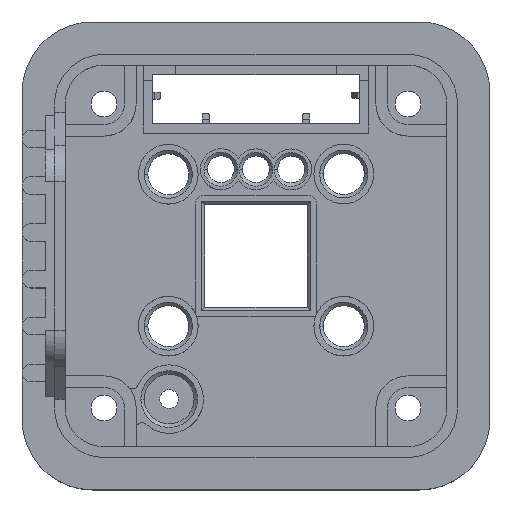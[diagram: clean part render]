
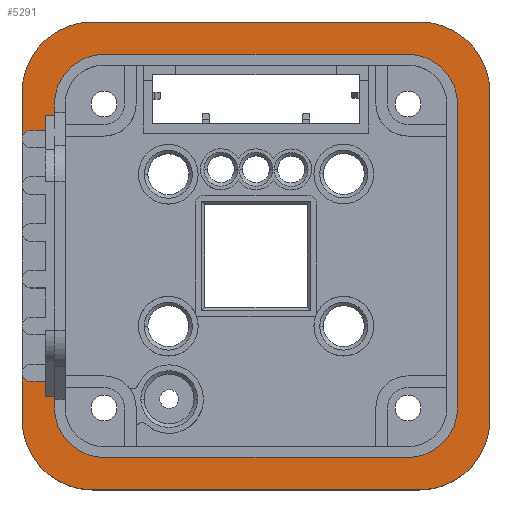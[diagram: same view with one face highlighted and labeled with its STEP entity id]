
A CAD part, top view. The second image highlights one B-rep face of the part: STEP entity #5291.
In plain terms, the highlighted planar face has unit normal (0, 0, 1).
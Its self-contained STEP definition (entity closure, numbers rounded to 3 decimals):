
#145=DIRECTION('',(0.,1.,0.));
#146=VECTOR('',#145,1.25);
#147=CARTESIAN_POINT('',(-18.,10.75,-9.6));
#148=LINE('',#147,#146);
#191=DIRECTION('',(1.,0.,0.));
#192=VECTOR('',#191,1.25);
#193=CARTESIAN_POINT('',(-19.25,10.75,-9.6));
#194=LINE('',#193,#192);
#203=CARTESIAN_POINT('',(-19.25,10.,-9.6));
#204=DIRECTION('',(0.,0.,1.));
#205=DIRECTION('',(0.,1.,0.));
#206=AXIS2_PLACEMENT_3D('',#203,#204,#205);
#208=CARTESIAN_POINT('',(-14.,14.,-9.6));
#209=DIRECTION('',(0.,0.,-1.));
#210=DIRECTION('',(-1.,0.,0.));
#211=AXIS2_PLACEMENT_3D('',#208,#209,#210);
#213=CARTESIAN_POINT('',(14.,14.,-9.6));
#214=DIRECTION('',(0.,0.,-1.));
#215=DIRECTION('',(0.,1.,0.));
#216=AXIS2_PLACEMENT_3D('',#213,#214,#215);
#218=CARTESIAN_POINT('',(14.,-14.,-9.6));
#219=DIRECTION('',(0.,0.,-1.));
#220=DIRECTION('',(1.,0.,0.));
#221=AXIS2_PLACEMENT_3D('',#218,#219,#220);
#223=CARTESIAN_POINT('',(-14.,-14.,-9.6));
#224=DIRECTION('',(0.,0.,-1.));
#225=DIRECTION('',(0.,-1.,0.));
#226=AXIS2_PLACEMENT_3D('',#223,#224,#225);
#228=CARTESIAN_POINT('',(-19.25,-10.,-9.6));
#229=DIRECTION('',(0.,0.,1.));
#230=DIRECTION('',(-1.,0.,0.));
#231=AXIS2_PLACEMENT_3D('',#228,#229,#230);
#233=CARTESIAN_POINT('',(-13.,-13.,-9.6));
#234=DIRECTION('',(0.,0.,1.));
#235=DIRECTION('',(-1.,0.,0.));
#236=AXIS2_PLACEMENT_3D('',#233,#234,#235);
#238=CARTESIAN_POINT('',(13.,-13.,-9.6));
#239=DIRECTION('',(0.,0.,1.));
#240=DIRECTION('',(0.,-1.,0.));
#241=AXIS2_PLACEMENT_3D('',#238,#239,#240);
#243=CARTESIAN_POINT('',(13.,13.,-9.6));
#244=DIRECTION('',(0.,0.,1.));
#245=DIRECTION('',(1.,0.,0.));
#246=AXIS2_PLACEMENT_3D('',#243,#244,#245);
#248=CARTESIAN_POINT('',(-13.,13.,-9.6));
#249=DIRECTION('',(0.,0.,1.));
#250=DIRECTION('',(0.,1.,0.));
#251=AXIS2_PLACEMENT_3D('',#248,#249,#250);
#253=DIRECTION('',(-1.,0.,0.));
#254=VECTOR('',#253,0.77);
#255=CARTESIAN_POINT('',(-17.23,12.,-9.6));
#256=LINE('',#255,#254);
#257=DIRECTION('',(0.,-1.,0.));
#258=VECTOR('',#257,4.);
#259=CARTESIAN_POINT('',(-20.,-10.,-9.6));
#260=LINE('',#259,#258);
#261=DIRECTION('',(0.,-1.,0.));
#262=VECTOR('',#261,4.);
#263=CARTESIAN_POINT('',(-20.,14.,-9.6));
#264=LINE('',#263,#262);
#293=DIRECTION('',(1.,0.,0.));
#294=VECTOR('',#293,28.);
#295=CARTESIAN_POINT('',(-14.,-20.,-9.6));
#296=LINE('',#295,#294);
#305=DIRECTION('',(0.,1.,0.));
#306=VECTOR('',#305,28.);
#307=CARTESIAN_POINT('',(20.,-14.,-9.6));
#308=LINE('',#307,#306);
#317=DIRECTION('',(-1.,0.,0.));
#318=VECTOR('',#317,28.);
#319=CARTESIAN_POINT('',(14.,20.,-9.6));
#320=LINE('',#319,#318);
#2517=DIRECTION('',(0.,1.,0.));
#2518=VECTOR('',#2517,1.);
#2519=CARTESIAN_POINT('',(-17.23,-13.,-9.6));
#2520=LINE('',#2519,#2518);
#2539=DIRECTION('',(0.,1.,0.));
#2540=VECTOR('',#2539,1.);
#2541=CARTESIAN_POINT('',(-17.23,12.,-9.6));
#2542=LINE('',#2541,#2540);
#2567=DIRECTION('',(-1.,0.,0.));
#2568=VECTOR('',#2567,26.);
#2569=CARTESIAN_POINT('',(13.,-17.23,-9.6));
#2570=LINE('',#2569,#2568);
#2579=DIRECTION('',(0.,-1.,0.));
#2580=VECTOR('',#2579,26.);
#2581=CARTESIAN_POINT('',(17.23,13.,-9.6));
#2582=LINE('',#2581,#2580);
#2591=DIRECTION('',(1.,0.,0.));
#2592=VECTOR('',#2591,26.);
#2593=CARTESIAN_POINT('',(-13.,17.23,-9.6));
#2594=LINE('',#2593,#2592);
#2603=DIRECTION('',(-1.,0.,0.));
#2604=VECTOR('',#2603,0.77);
#2605=CARTESIAN_POINT('',(-17.23,-12.,-9.6));
#2606=LINE('',#2605,#2604);
#2624=DIRECTION('',(0.,1.,0.));
#2625=VECTOR('',#2624,1.25);
#2626=CARTESIAN_POINT('',(-18.,-12.,-9.6));
#2627=LINE('',#2626,#2625);
#2632=DIRECTION('',(-1.,0.,0.));
#2633=VECTOR('',#2632,1.25);
#2634=CARTESIAN_POINT('',(-18.,-10.75,-9.6));
#2635=LINE('',#2634,#2633);
#3773=CARTESIAN_POINT('',(-20.,-10.,-9.6));
#3774=VERTEX_POINT('',#3773);
#3799=CARTESIAN_POINT('',(-20.,10.,-9.6));
#3800=VERTEX_POINT('',#3799);
#3805=CARTESIAN_POINT('',(-19.25,10.75,-9.6));
#3806=CARTESIAN_POINT('',(-18.,10.75,-9.6));
#3807=VERTEX_POINT('',#3805);
#3808=VERTEX_POINT('',#3806);
#3809=CARTESIAN_POINT('',(-20.,14.,-9.6));
#3810=VERTEX_POINT('',#3809);
#3811=CARTESIAN_POINT('',(-14.,20.,-9.6));
#3812=VERTEX_POINT('',#3811);
#3813=CARTESIAN_POINT('',(14.,20.,-9.6));
#3814=VERTEX_POINT('',#3813);
#3815=CARTESIAN_POINT('',(20.,14.,-9.6));
#3816=VERTEX_POINT('',#3815);
#3817=CARTESIAN_POINT('',(20.,-14.,-9.6));
#3818=VERTEX_POINT('',#3817);
#3819=CARTESIAN_POINT('',(14.,-20.,-9.6));
#3820=VERTEX_POINT('',#3819);
#3821=CARTESIAN_POINT('',(-14.,-20.,-9.6));
#3822=VERTEX_POINT('',#3821);
#3823=CARTESIAN_POINT('',(-20.,-14.,-9.6));
#3824=VERTEX_POINT('',#3823);
#3825=CARTESIAN_POINT('',(-19.25,-10.75,-9.6));
#3826=VERTEX_POINT('',#3825);
#3827=CARTESIAN_POINT('',(-18.,-10.75,-9.6));
#3828=VERTEX_POINT('',#3827);
#3829=CARTESIAN_POINT('',(-18.,-12.,-9.6));
#3830=VERTEX_POINT('',#3829);
#3831=CARTESIAN_POINT('',(-17.23,-12.,-9.6));
#3832=VERTEX_POINT('',#3831);
#3833=CARTESIAN_POINT('',(-17.23,-13.,-9.6));
#3834=VERTEX_POINT('',#3833);
#3835=CARTESIAN_POINT('',(-13.,-17.23,-9.6));
#3836=VERTEX_POINT('',#3835);
#3837=CARTESIAN_POINT('',(13.,-17.23,-9.6));
#3838=VERTEX_POINT('',#3837);
#3839=CARTESIAN_POINT('',(17.23,-13.,-9.6));
#3840=VERTEX_POINT('',#3839);
#3841=CARTESIAN_POINT('',(17.23,13.,-9.6));
#3842=VERTEX_POINT('',#3841);
#3843=CARTESIAN_POINT('',(13.,17.23,-9.6));
#3844=VERTEX_POINT('',#3843);
#3845=CARTESIAN_POINT('',(-13.,17.23,-9.6));
#3846=VERTEX_POINT('',#3845);
#3847=CARTESIAN_POINT('',(-17.23,13.,-9.6));
#3848=VERTEX_POINT('',#3847);
#3849=CARTESIAN_POINT('',(-17.23,12.,-9.6));
#3850=VERTEX_POINT('',#3849);
#3851=CARTESIAN_POINT('',(-18.,12.,-9.6));
#3852=VERTEX_POINT('',#3851);
#5235=CARTESIAN_POINT('',(0.,0.,-9.6));
#5236=DIRECTION('',(0.,0.,1.));
#5237=DIRECTION('',(1.,0.,0.));
#5238=AXIS2_PLACEMENT_3D('',#5235,#5236,#5237);
#5239=PLANE('',#5238);
#5240=ORIENTED_EDGE('',*,*,#5215,.F.);
#5241=ORIENTED_EDGE('',*,*,#5229,.T.);
#5243=ORIENTED_EDGE('',*,*,#5242,.F.);
#5245=ORIENTED_EDGE('',*,*,#5244,.T.);
#5247=ORIENTED_EDGE('',*,*,#5246,.F.);
#5249=ORIENTED_EDGE('',*,*,#5248,.T.);
#5251=ORIENTED_EDGE('',*,*,#5250,.F.);
#5253=ORIENTED_EDGE('',*,*,#5252,.T.);
#5255=ORIENTED_EDGE('',*,*,#5254,.F.);
#5257=ORIENTED_EDGE('',*,*,#5256,.T.);
#5259=ORIENTED_EDGE('',*,*,#5258,.F.);
#5261=ORIENTED_EDGE('',*,*,#5260,.T.);
#5263=ORIENTED_EDGE('',*,*,#5262,.F.);
#5265=ORIENTED_EDGE('',*,*,#5264,.F.);
#5267=ORIENTED_EDGE('',*,*,#5266,.F.);
#5269=ORIENTED_EDGE('',*,*,#5268,.F.);
#5271=ORIENTED_EDGE('',*,*,#5270,.T.);
#5273=ORIENTED_EDGE('',*,*,#5272,.F.);
#5275=ORIENTED_EDGE('',*,*,#5274,.T.);
#5277=ORIENTED_EDGE('',*,*,#5276,.F.);
#5279=ORIENTED_EDGE('',*,*,#5278,.T.);
#5281=ORIENTED_EDGE('',*,*,#5280,.F.);
#5283=ORIENTED_EDGE('',*,*,#5282,.T.);
#5285=ORIENTED_EDGE('',*,*,#5284,.F.);
#5287=ORIENTED_EDGE('',*,*,#5286,.T.);
#5288=ORIENTED_EDGE('',*,*,#5168,.F.);
#5289=EDGE_LOOP('',(#5240,#5241,#5243,#5245,#5247,#5249,#5251,#5253,#5255,#5257,
#5259,#5261,#5263,#5265,#5267,#5269,#5271,#5273,#5275,#5277,#5279,#5281,#5283,
#5285,#5287,#5288));
#5290=FACE_OUTER_BOUND('',#5289,.F.);
#5291=ADVANCED_FACE('',(#5290),#5239,.T.);
#207=CIRCLE('',#206,0.75);
#212=CIRCLE('',#211,6.);
#217=CIRCLE('',#216,6.);
#222=CIRCLE('',#221,6.);
#227=CIRCLE('',#226,6.);
#232=CIRCLE('',#231,0.75);
#237=CIRCLE('',#236,4.23);
#242=CIRCLE('',#241,4.23);
#247=CIRCLE('',#246,4.23);
#252=CIRCLE('',#251,4.23);
#5168=EDGE_CURVE('',#3808,#3852,#148,.T.);
#5215=EDGE_CURVE('',#3807,#3808,#194,.T.);
#5229=EDGE_CURVE('',#3807,#3800,#207,.T.);
#5242=EDGE_CURVE('',#3810,#3800,#264,.T.);
#5244=EDGE_CURVE('',#3810,#3812,#212,.T.);
#5246=EDGE_CURVE('',#3814,#3812,#320,.T.);
#5248=EDGE_CURVE('',#3814,#3816,#217,.T.);
#5250=EDGE_CURVE('',#3818,#3816,#308,.T.);
#5252=EDGE_CURVE('',#3818,#3820,#222,.T.);
#5254=EDGE_CURVE('',#3822,#3820,#296,.T.);
#5256=EDGE_CURVE('',#3822,#3824,#227,.T.);
#5258=EDGE_CURVE('',#3774,#3824,#260,.T.);
#5260=EDGE_CURVE('',#3774,#3826,#232,.T.);
#5262=EDGE_CURVE('',#3828,#3826,#2635,.T.);
#5264=EDGE_CURVE('',#3830,#3828,#2627,.T.);
#5266=EDGE_CURVE('',#3832,#3830,#2606,.T.);
#5268=EDGE_CURVE('',#3834,#3832,#2520,.T.);
#5270=EDGE_CURVE('',#3834,#3836,#237,.T.);
#5272=EDGE_CURVE('',#3838,#3836,#2570,.T.);
#5274=EDGE_CURVE('',#3838,#3840,#242,.T.);
#5276=EDGE_CURVE('',#3842,#3840,#2582,.T.);
#5278=EDGE_CURVE('',#3842,#3844,#247,.T.);
#5280=EDGE_CURVE('',#3846,#3844,#2594,.T.);
#5282=EDGE_CURVE('',#3846,#3848,#252,.T.);
#5284=EDGE_CURVE('',#3850,#3848,#2542,.T.);
#5286=EDGE_CURVE('',#3850,#3852,#256,.T.);
